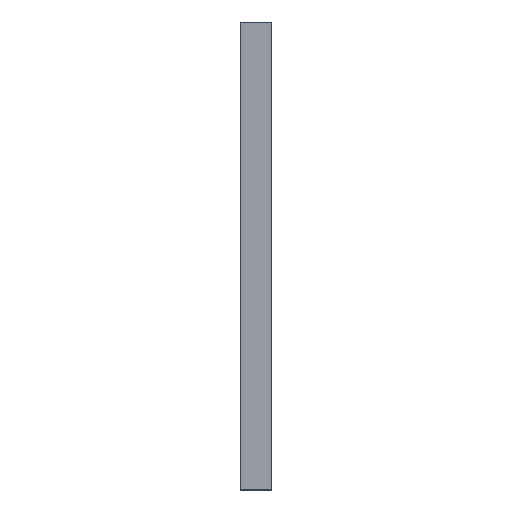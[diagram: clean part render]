
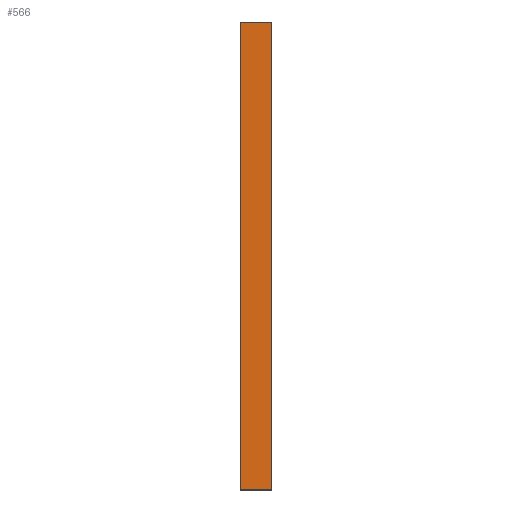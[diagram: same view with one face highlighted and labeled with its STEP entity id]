
A CAD part, top view. The second image highlights one B-rep face of the part: STEP entity #566.
In plain terms, the highlighted planar face has unit normal (0, 0, 1).
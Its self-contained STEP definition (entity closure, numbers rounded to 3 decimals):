
#6 = CARTESIAN_POINT ( 'NONE',  ( 0., 150., 35.1 ) ) ;
#89 = CARTESIAN_POINT ( 'NONE',  ( 10., 150., 35.1 ) ) ;
#126 = EDGE_LOOP ( 'NONE', ( #1063, #540, #159, #1236 ) ) ;
#159 = ORIENTED_EDGE ( 'NONE', *, *, #785, .T. ) ;
#210 = EDGE_CURVE ( 'NONE', #564, #1071, #934, .T. ) ;
#224 = LINE ( 'NONE', #1201, #812 ) ;
#283 = VERTEX_POINT ( 'NONE', #89 ) ;
#298 = CARTESIAN_POINT ( 'NONE',  ( 0., 150., 35.1 ) ) ;
#328 = VERTEX_POINT ( 'NONE', #6 ) ;
#338 = EDGE_CURVE ( 'NONE', #328, #1071, #224, .T. ) ;
#379 = EDGE_CURVE ( 'NONE', #283, #564, #1056, .T. ) ;
#416 = CARTESIAN_POINT ( 'NONE',  ( 0., 0., 35.1 ) ) ;
#417 = PLANE ( 'NONE',  #571 ) ;
#425 = DIRECTION ( 'NONE',  ( 1., 0., 0. ) ) ;
#484 = DIRECTION ( 'NONE',  ( -1., 0., 0. ) ) ;
#540 = ORIENTED_EDGE ( 'NONE', *, *, #379, .F. ) ;
#564 = VERTEX_POINT ( 'NONE', #923 ) ;
#566 = ADVANCED_FACE ( 'NONE', ( #929 ), #417, .T. ) ;
#571 = AXIS2_PLACEMENT_3D ( 'NONE', #830, #823, #425 ) ;
#601 = DIRECTION ( 'NONE',  ( 0., -1., 0. ) ) ;
#661 = DIRECTION ( 'NONE',  ( -1., 0., 0. ) ) ;
#663 = VECTOR ( 'NONE', #661, 1000. ) ;
#672 = VECTOR ( 'NONE', #484, 1000. ) ;
#690 = DIRECTION ( 'NONE',  ( 0., -1., 0. ) ) ;
#747 = VECTOR ( 'NONE', #690, 1000. ) ;
#785 = EDGE_CURVE ( 'NONE', #283, #328, #1260, .T. ) ;
#812 = VECTOR ( 'NONE', #601, 1000. ) ;
#823 = DIRECTION ( 'NONE',  ( 0., 0., 1. ) ) ;
#830 = CARTESIAN_POINT ( 'NONE',  ( 0., 150., 35.1 ) ) ;
#882 = CARTESIAN_POINT ( 'NONE',  ( 0., 0., 35.1 ) ) ;
#889 = CARTESIAN_POINT ( 'NONE',  ( 10., 150., 35.1 ) ) ;
#923 = CARTESIAN_POINT ( 'NONE',  ( 10., 0., 35.1 ) ) ;
#929 = FACE_OUTER_BOUND ( 'NONE', #126, .T. ) ;
#934 = LINE ( 'NONE', #882, #663 ) ;
#1056 = LINE ( 'NONE', #889, #747 ) ;
#1063 = ORIENTED_EDGE ( 'NONE', *, *, #210, .F. ) ;
#1071 = VERTEX_POINT ( 'NONE', #416 ) ;
#1201 = CARTESIAN_POINT ( 'NONE',  ( 0., 150., 35.1 ) ) ;
#1236 = ORIENTED_EDGE ( 'NONE', *, *, #338, .T. ) ;
#1260 = LINE ( 'NONE', #298, #672 ) ;
